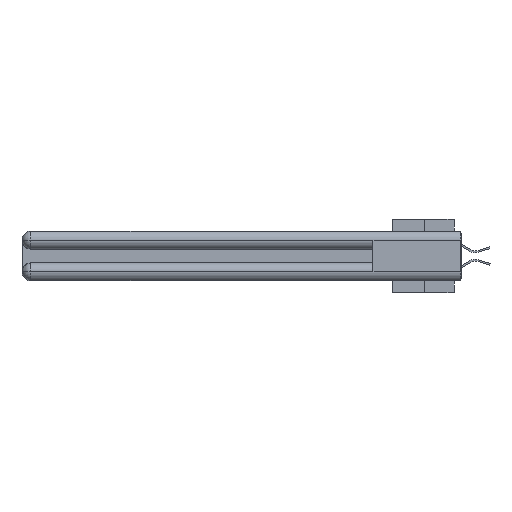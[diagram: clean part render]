
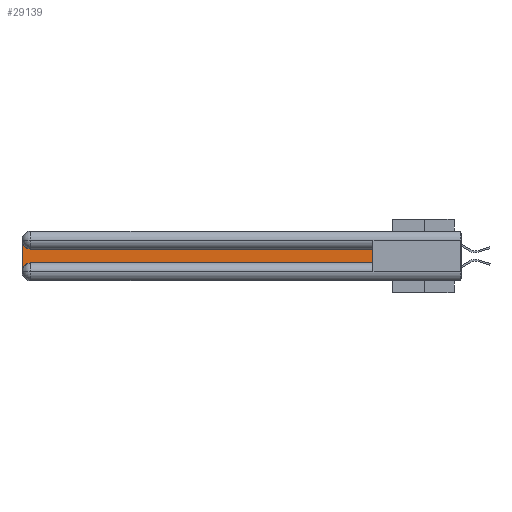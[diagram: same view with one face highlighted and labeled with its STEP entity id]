
A CAD part, left-side view. The second image highlights one B-rep face of the part: STEP entity #29139.
In plain terms, the highlighted planar face has unit normal (-1, 0, 0).
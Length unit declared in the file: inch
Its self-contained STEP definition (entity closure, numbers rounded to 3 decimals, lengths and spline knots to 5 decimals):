
#385 = LINE ( 'NONE', #30046, #30825 ) ;
#1218 = DIRECTION ( 'NONE',  ( 0., 0., -1. ) ) ;
#1716 = CARTESIAN_POINT ( 'NONE',  ( 0.075, 2.94, -0.1225 ) ) ;
#2328 = DIRECTION ( 'NONE',  ( 0., 0., -1. ) ) ;
#2640 = EDGE_CURVE ( 'NONE', #11060, #18079, #26020, .T. ) ;
#2686 = ORIENTED_EDGE ( 'NONE', *, *, #16224, .T. ) ;
#3538 = CARTESIAN_POINT ( 'NONE',  ( 0.075, 2.94, -0.2175 ) ) ;
#5428 = ORIENTED_EDGE ( 'NONE', *, *, #2640, .T. ) ;
#6141 = VERTEX_POINT ( 'NONE', #8011 ) ;
#6434 = VECTOR ( 'NONE', #11425, 39.37008 ) ;
#6580 = CIRCLE ( 'NONE', #10381, 0.06 ) ;
#8011 = CARTESIAN_POINT ( 'NONE',  ( 0.075, 3., -0.0625 ) ) ;
#8066 = CARTESIAN_POINT ( 'NONE',  ( 0.075, 0.6, -0.2175 ) ) ;
#8828 = AXIS2_PLACEMENT_3D ( 'NONE', #25106, #9748, #12751 ) ;
#9180 = ORIENTED_EDGE ( 'NONE', *, *, #19748, .T. ) ;
#9748 = DIRECTION ( 'NONE',  ( 1., 0., 0. ) ) ;
#10381 = AXIS2_PLACEMENT_3D ( 'NONE', #19246, #23412, #2328 ) ;
#10453 = CARTESIAN_POINT ( 'NONE',  ( 0.075, 0.6, -0.1225 ) ) ;
#11060 = VERTEX_POINT ( 'NONE', #34770 ) ;
#11425 = DIRECTION ( 'NONE',  ( 0., 0., -1. ) ) ;
#11682 = CARTESIAN_POINT ( 'NONE',  ( 0.075, 0.6, -0.2175 ) ) ;
#12129 = EDGE_LOOP ( 'NONE', ( #15351, #14357, #19991, #5428, #2686, #9180 ) ) ;
#12230 = VECTOR ( 'NONE', #17125, 39.37008 ) ;
#12751 = DIRECTION ( 'NONE',  ( 0., 0., -1. ) ) ;
#13149 = EDGE_CURVE ( 'NONE', #33994, #6141, #6580, .T. ) ;
#14357 = ORIENTED_EDGE ( 'NONE', *, *, #13149, .T. ) ;
#15351 = ORIENTED_EDGE ( 'NONE', *, *, #37872, .T. ) ;
#16224 = EDGE_CURVE ( 'NONE', #18079, #25953, #385, .T. ) ;
#16528 = PLANE ( 'NONE',  #22809 ) ;
#17125 = DIRECTION ( 'NONE',  ( 0., 1., 0. ) ) ;
#18079 = VERTEX_POINT ( 'NONE', #3538 ) ;
#19246 = CARTESIAN_POINT ( 'NONE',  ( 0.075, 2.94, -0.0625 ) ) ;
#19704 = CARTESIAN_POINT ( 'NONE',  ( 0.075, 3., -0.1225 ) ) ;
#19748 = EDGE_CURVE ( 'NONE', #25953, #25895, #36372, .T. ) ;
#19991 = ORIENTED_EDGE ( 'NONE', *, *, #37038, .T. ) ;
#20389 = CARTESIAN_POINT ( 'NONE',  ( 0.075, 3., -0.2175 ) ) ;
#22809 = AXIS2_PLACEMENT_3D ( 'NONE', #19704, #28483, #1218 ) ;
#23412 = DIRECTION ( 'NONE',  ( 1., 0., 0. ) ) ;
#23778 = LINE ( 'NONE', #20389, #6434 ) ;
#25106 = CARTESIAN_POINT ( 'NONE',  ( 0.075, 2.94, -0.2775 ) ) ;
#25895 = VERTEX_POINT ( 'NONE', #10453 ) ;
#25953 = VERTEX_POINT ( 'NONE', #8066 ) ;
#26020 = CIRCLE ( 'NONE', #8828, 0.06 ) ;
#26485 = LINE ( 'NONE', #38633, #12230 ) ;
#27407 = DIRECTION ( 'NONE',  ( 0., 0., 1. ) ) ;
#28483 = DIRECTION ( 'NONE',  ( 1., 0., 0. ) ) ;
#29139 = ADVANCED_FACE ( 'NONE', ( #31491 ), #16528, .F. ) ;
#30046 = CARTESIAN_POINT ( 'NONE',  ( 0.075, 0.6, -0.2175 ) ) ;
#30825 = VECTOR ( 'NONE', #36229, 39.37008 ) ;
#31491 = FACE_OUTER_BOUND ( 'NONE', #12129, .T. ) ;
#33672 = VECTOR ( 'NONE', #27407, 39.37008 ) ;
#33994 = VERTEX_POINT ( 'NONE', #1716 ) ;
#34770 = CARTESIAN_POINT ( 'NONE',  ( 0.075, 3., -0.2775 ) ) ;
#36229 = DIRECTION ( 'NONE',  ( 0., -1., 0. ) ) ;
#36372 = LINE ( 'NONE', #11682, #33672 ) ;
#37038 = EDGE_CURVE ( 'NONE', #6141, #11060, #23778, .T. ) ;
#37872 = EDGE_CURVE ( 'NONE', #25895, #33994, #26485, .T. ) ;
#38633 = CARTESIAN_POINT ( 'NONE',  ( 0.075, 0.6, -0.1225 ) ) ;
